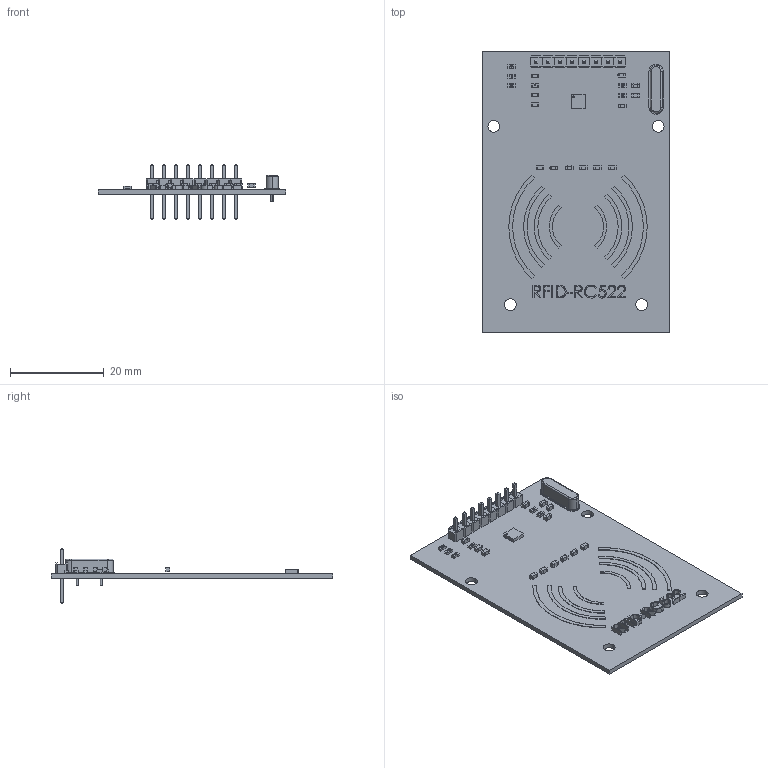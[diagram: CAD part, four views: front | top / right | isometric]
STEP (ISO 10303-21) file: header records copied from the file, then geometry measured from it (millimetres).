
FILE_DESCRIPTION (( 'STEP AP214' ), '1' );
FILE_NAME ('User Library-RFID.STEP', '2025-03-20T09:35:24', ( '' ), ( '' ), 'SwSTEP 2.0', 'SolidWorks 2022', '' );
FILE_SCHEMA (( 'AUTOMOTIVE_DESIGN' ));
Length unit declared in the file: millimetre
Products named in the file (7): User Library-SMD Ceramic Capacitors_0603 (1608)_CH; Part10; User Library-RFID; User Library-Header_Male_8Pin; User Library-S-PWSON-N12; Part1; Part8
Assembly tree (23 placements, depth 2):
  User Library-RFID
    Part1
    Part10
    User Library-S-PWSON-N12
    User Library-Header_Male_8Pin
    User Library-SMD Ceramic Capacitors_0603 (1608)_CH  x13
    Part8  x6
Bounding box: 40 x 60 x 11.54 mm (x, y, z)
Volume: 2493.6 mm3; surface area: 5971.1 mm2
Topology: 22 solids, 77 shells, 1090 faces, 2624 edges, 1685 vertices
Faces by surface type: plane 900, bspline 102, cylinder 85, torus 3
Entity records: 24331 total; most frequent: CARTESIAN_POINT 6460, ORIENTED_EDGE 2724, DIRECTION 2507, EDGE_CURVE 1424, VECTOR 1167, LINE 1167, VERTEX_POINT 933, AXIS2_PLACEMENT_3D 670
